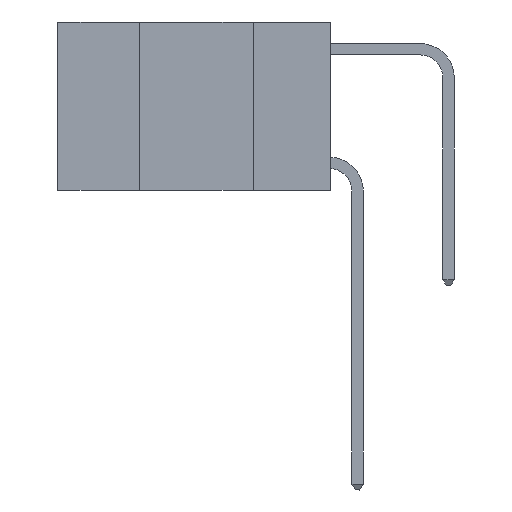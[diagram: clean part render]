
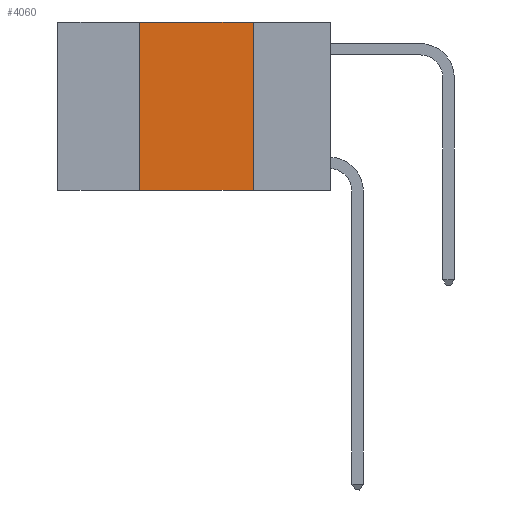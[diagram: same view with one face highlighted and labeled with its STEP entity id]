
A CAD part, left-side view. The second image highlights one B-rep face of the part: STEP entity #4060.
In plain terms, the highlighted planar face has unit normal (-1, 0, 0).
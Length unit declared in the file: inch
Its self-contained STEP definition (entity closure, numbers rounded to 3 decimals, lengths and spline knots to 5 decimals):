
#251 = CARTESIAN_POINT ( 'NONE',  ( 0., 0.42, -0.37 ) ) ;
#282 = VECTOR ( 'NONE', #8523, 39.37008 ) ;
#689 = CARTESIAN_POINT ( 'NONE',  ( 0., 0.17, -0.37 ) ) ;
#857 = EDGE_CURVE ( 'NONE', #8687, #9949, #8509, .T. ) ;
#882 = ORIENTED_EDGE ( 'NONE', *, *, #857, .F. ) ;
#943 = DIRECTION ( 'NONE',  ( 0., 0., 1. ) ) ;
#1010 = AXIS2_PLACEMENT_3D ( 'NONE', #11377, #5171, #9445 ) ;
#1571 = CARTESIAN_POINT ( 'NONE',  ( 0., 0.42, 0. ) ) ;
#2913 = CARTESIAN_POINT ( 'NONE',  ( 0., 0.42, 0. ) ) ;
#3519 = VERTEX_POINT ( 'NONE', #5346 ) ;
#3740 = VERTEX_POINT ( 'NONE', #689 ) ;
#3819 = VECTOR ( 'NONE', #943, 39.37008 ) ;
#3863 = LINE ( 'NONE', #4862, #9175 ) ;
#4060 = ADVANCED_FACE ( 'NONE', ( #7125 ), #4229, .F. ) ;
#4229 = PLANE ( 'NONE',  #1010 ) ;
#4640 = EDGE_CURVE ( 'NONE', #3519, #3740, #5344, .T. ) ;
#4862 = CARTESIAN_POINT ( 'NONE',  ( 0., 0.6, 0. ) ) ;
#5171 = DIRECTION ( 'NONE',  ( 1., 0., 0. ) ) ;
#5344 = LINE ( 'NONE', #7510, #8566 ) ;
#5346 = CARTESIAN_POINT ( 'NONE',  ( 0., 0.17, 0. ) ) ;
#7125 = FACE_OUTER_BOUND ( 'NONE', #9809, .T. ) ;
#7422 = DIRECTION ( 'NONE',  ( 0., 0., -1. ) ) ;
#7489 = CARTESIAN_POINT ( 'NONE',  ( 0., 0.6, -0.37 ) ) ;
#7510 = CARTESIAN_POINT ( 'NONE',  ( 0., 0.17, 0. ) ) ;
#7879 = ORIENTED_EDGE ( 'NONE', *, *, #12204, .T. ) ;
#8096 = ORIENTED_EDGE ( 'NONE', *, *, #4640, .F. ) ;
#8509 = LINE ( 'NONE', #2913, #3819 ) ;
#8523 = DIRECTION ( 'NONE',  ( 0., -1., 0. ) ) ;
#8566 = VECTOR ( 'NONE', #7422, 39.37008 ) ;
#8687 = VERTEX_POINT ( 'NONE', #251 ) ;
#9030 = DIRECTION ( 'NONE',  ( 0., -1., 0. ) ) ;
#9175 = VECTOR ( 'NONE', #9030, 39.37008 ) ;
#9445 = DIRECTION ( 'NONE',  ( 0., 0., -1. ) ) ;
#9809 = EDGE_LOOP ( 'NONE', ( #8096, #12821, #882, #7879 ) ) ;
#9949 = VERTEX_POINT ( 'NONE', #1571 ) ;
#10006 = EDGE_CURVE ( 'NONE', #9949, #3519, #3863, .T. ) ;
#11188 = LINE ( 'NONE', #7489, #282 ) ;
#11377 = CARTESIAN_POINT ( 'NONE',  ( 0., 0.6, 0. ) ) ;
#12204 = EDGE_CURVE ( 'NONE', #8687, #3740, #11188, .T. ) ;
#12821 = ORIENTED_EDGE ( 'NONE', *, *, #10006, .F. ) ;
